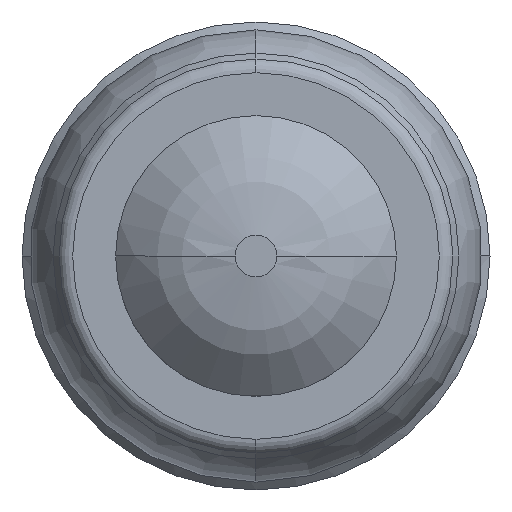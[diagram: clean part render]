
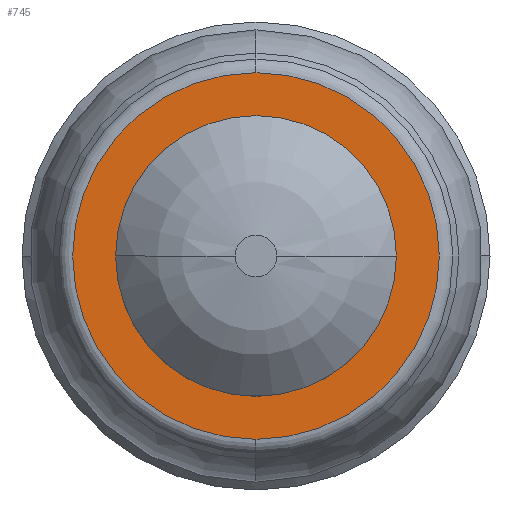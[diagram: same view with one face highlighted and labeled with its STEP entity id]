
A CAD part, front view. The second image highlights one B-rep face of the part: STEP entity #745.
In plain terms, the highlighted planar face has unit normal (0, -1, 0).
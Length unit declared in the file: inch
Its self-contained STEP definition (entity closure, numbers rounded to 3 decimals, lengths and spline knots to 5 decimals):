
#144 = CARTESIAN_POINT ( 'NONE',  ( 0., 0., 0. ) ) ;
#145 = DIRECTION ( 'NONE',  ( 0., -1., 0. ) ) ;
#146 = DIRECTION ( 'NONE',  ( 0., 0., -1. ) ) ;
#154 = CARTESIAN_POINT ( 'NONE',  ( 0., 0., 0. ) ) ;
#155 = DIRECTION ( 'NONE',  ( 0., -1., 0. ) ) ;
#156 = DIRECTION ( 'NONE',  ( 0., 0., -1. ) ) ;
#251 = CARTESIAN_POINT ( 'NONE',  ( 0., 0., 0. ) ) ;
#252 = DIRECTION ( 'NONE',  ( 0., -1., 0. ) ) ;
#253 = DIRECTION ( 'NONE',  ( 0., 0., -1. ) ) ;
#254 = CARTESIAN_POINT ( 'NONE',  ( 0., 0., 0. ) ) ;
#255 = DIRECTION ( 'NONE',  ( 0., -1., 0. ) ) ;
#256 = DIRECTION ( 'NONE',  ( 0., 0., -1. ) ) ;
#324 = PLANE ( 'NONE',  #542 ) ;
#325 = CARTESIAN_POINT ( 'NONE',  ( -0.022, 0., 0. ) ) ;
#326 = DIRECTION ( 'NONE',  ( 0., 1., 0. ) ) ;
#327 = DIRECTION ( 'NONE',  ( 0., 0., 1. ) ) ;
#352 = CARTESIAN_POINT ( 'NONE',  ( 0., 0., 0.018 ) ) ;
#353 = CARTESIAN_POINT ( 'NONE',  ( 0., 0., -0.018 ) ) ;
#356 = CARTESIAN_POINT ( 'NONE',  ( 0., 0., 0.0235 ) ) ;
#357 = CARTESIAN_POINT ( 'NONE',  ( 0., 0., -0.0235 ) ) ;
#435 = CIRCLE ( 'NONE', #445, 0.0235 ) ;
#438 = CIRCLE ( 'NONE', #440, 0.018 ) ;
#440 = AXIS2_PLACEMENT_3D ( 'NONE', #144, #145, #146 ) ;
#445 = AXIS2_PLACEMENT_3D ( 'NONE', #154, #155, #156 ) ;
#502 = CIRCLE ( 'NONE', #509, 0.0235 ) ;
#504 = CIRCLE ( 'NONE', #511, 0.018 ) ;
#509 = AXIS2_PLACEMENT_3D ( 'NONE', #251, #252, #253 ) ;
#511 = AXIS2_PLACEMENT_3D ( 'NONE', #254, #255, #256 ) ;
#542 = AXIS2_PLACEMENT_3D ( 'NONE', #325, #326, #327 ) ;
#681 = EDGE_CURVE ( 'NONE', #814, #815, #438, .T. ) ;
#685 = EDGE_CURVE ( 'NONE', #819, #818, #435, .T. ) ;
#721 = EDGE_CURVE ( 'NONE', #818, #819, #502, .T. ) ;
#722 = EDGE_CURVE ( 'NONE', #815, #814, #504, .T. ) ;
#745 = ADVANCED_FACE ( 'NONE', ( #1107, #1108 ), #324, .F. ) ;
#814 = VERTEX_POINT ( 'NONE', #352 ) ;
#815 = VERTEX_POINT ( 'NONE', #353 ) ;
#818 = VERTEX_POINT ( 'NONE', #356 ) ;
#819 = VERTEX_POINT ( 'NONE', #357 ) ;
#975 = ORIENTED_EDGE ( 'NONE', *, *, #722, .F. ) ;
#977 = ORIENTED_EDGE ( 'NONE', *, *, #681, .F. ) ;
#978 = ORIENTED_EDGE ( 'NONE', *, *, #685, .T. ) ;
#979 = ORIENTED_EDGE ( 'NONE', *, *, #721, .T. ) ;
#1019 = EDGE_LOOP ( 'NONE', ( #975, #977 ) ) ;
#1020 = EDGE_LOOP ( 'NONE', ( #978, #979 ) ) ;
#1107 = FACE_BOUND ( 'NONE', #1019, .T. ) ;
#1108 = FACE_OUTER_BOUND ( 'NONE', #1020, .T. ) ;
